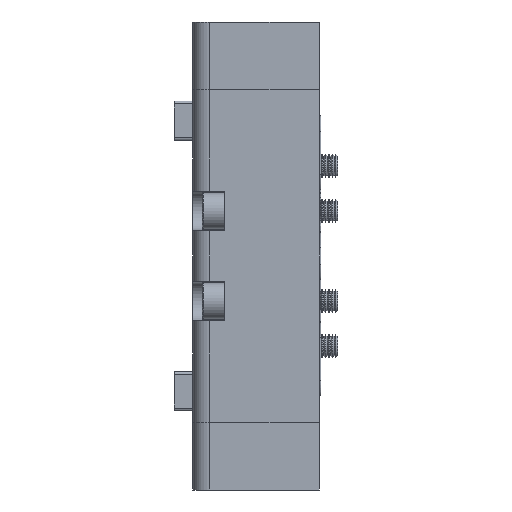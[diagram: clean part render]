
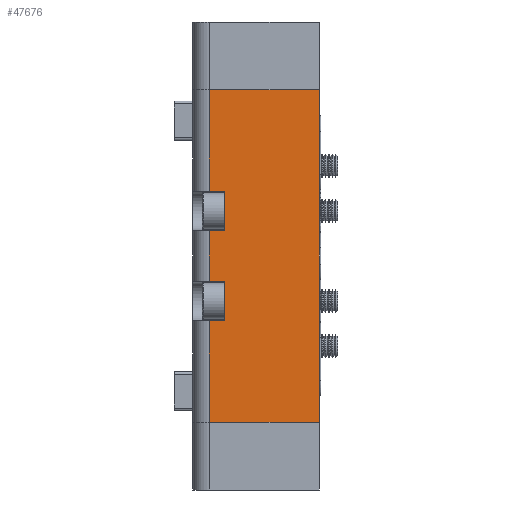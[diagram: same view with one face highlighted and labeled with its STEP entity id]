
A CAD part, left-side view. The second image highlights one B-rep face of the part: STEP entity #47676.
In plain terms, the highlighted planar face has unit normal (-1, 0, 0).
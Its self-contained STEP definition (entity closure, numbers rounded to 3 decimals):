
#243 = LINE ( 'NONE', #49429, #19699 ) ;
#607 = EDGE_CURVE ( 'NONE', #9764, #8415, #19485, .T. ) ;
#795 = VECTOR ( 'NONE', #32084, 1000. ) ;
#1080 = LINE ( 'NONE', #43644, #50339 ) ;
#1969 = CARTESIAN_POINT ( 'NONE',  ( 0., 0., 118. ) ) ;
#2209 = ORIENTED_EDGE ( 'NONE', *, *, #9417, .T. ) ;
#2694 = ORIENTED_EDGE ( 'NONE', *, *, #607, .T. ) ;
#2750 = CARTESIAN_POINT ( 'NONE',  ( 0., 0., 36. ) ) ;
#8277 = CARTESIAN_POINT ( 'NONE',  ( 0., 39., 0. ) ) ;
#8415 = VERTEX_POINT ( 'NONE', #70832 ) ;
#9417 = EDGE_CURVE ( 'NONE', #91182, #50829, #50976, .T. ) ;
#9764 = VERTEX_POINT ( 'NONE', #12356 ) ;
#10159 = CARTESIAN_POINT ( 'NONE',  ( 0., 0., 0. ) ) ;
#10288 = DIRECTION ( 'NONE',  ( 0., 0., -1. ) ) ;
#11225 = ORIENTED_EDGE ( 'NONE', *, *, #26526, .T. ) ;
#12356 = CARTESIAN_POINT ( 'NONE',  ( 0., 39., 68. ) ) ;
#12875 = DIRECTION ( 'NONE',  ( 0., 0., -1. ) ) ;
#13200 = EDGE_CURVE ( 'NONE', #65708, #80247, #60626, .T. ) ;
#13827 = AXIS2_PLACEMENT_3D ( 'NONE', #21429, #72493, #28809 ) ;
#18851 = CARTESIAN_POINT ( 'NONE',  ( 0., 33.5, 118. ) ) ;
#18927 = CARTESIAN_POINT ( 'NONE',  ( 0., 33.5, 68. ) ) ;
#19196 = DIRECTION ( 'NONE',  ( 0., 0., 1. ) ) ;
#19485 = LINE ( 'NONE', #80700, #90225 ) ;
#19699 = VECTOR ( 'NONE', #12875, 1000. ) ;
#19700 = CARTESIAN_POINT ( 'NONE',  ( 0., 39., 82. ) ) ;
#20183 = VECTOR ( 'NONE', #24054, 1000. ) ;
#21414 = EDGE_CURVE ( 'NONE', #22708, #91182, #243, .T. ) ;
#21429 = CARTESIAN_POINT ( 'NONE',  ( 0., 0., 118. ) ) ;
#22708 = VERTEX_POINT ( 'NONE', #86297 ) ;
#23353 = VECTOR ( 'NONE', #19196, 1000. ) ;
#23711 = VECTOR ( 'NONE', #69668, 1000. ) ;
#24054 = DIRECTION ( 'NONE',  ( 0., -1., 0. ) ) ;
#24665 = CARTESIAN_POINT ( 'NONE',  ( 0., 33.5, 118. ) ) ;
#25262 = VECTOR ( 'NONE', #90303, 1000. ) ;
#25938 = CARTESIAN_POINT ( 'NONE',  ( 0., 0., 68. ) ) ;
#26526 = EDGE_CURVE ( 'NONE', #69434, #22708, #77473, .T. ) ;
#28484 = PLANE ( 'NONE',  #13827 ) ;
#28809 = DIRECTION ( 'NONE',  ( 0., 0., -1. ) ) ;
#29146 = CARTESIAN_POINT ( 'NONE',  ( 0., 33.5, 82. ) ) ;
#29312 = EDGE_CURVE ( 'NONE', #40196, #73869, #42825, .T. ) ;
#32015 = CARTESIAN_POINT ( 'NONE',  ( 0., 0., 118. ) ) ;
#32084 = DIRECTION ( 'NONE',  ( 0., 0., 1. ) ) ;
#32966 = EDGE_CURVE ( 'NONE', #8415, #57218, #1080, .T. ) ;
#33414 = ORIENTED_EDGE ( 'NONE', *, *, #21414, .T. ) ;
#37258 = EDGE_CURVE ( 'NONE', #65708, #79448, #41969, .T. ) ;
#38689 = CARTESIAN_POINT ( 'NONE',  ( 0., 39., 118. ) ) ;
#38973 = ORIENTED_EDGE ( 'NONE', *, *, #90742, .F. ) ;
#40196 = VERTEX_POINT ( 'NONE', #18927 ) ;
#40580 = EDGE_CURVE ( 'NONE', #79448, #50829, #83456, .T. ) ;
#40898 = LINE ( 'NONE', #25938, #23711 ) ;
#40988 = ORIENTED_EDGE ( 'NONE', *, *, #13200, .T. ) ;
#41225 = VECTOR ( 'NONE', #60122, 1000. ) ;
#41969 = LINE ( 'NONE', #1969, #20183 ) ;
#42825 = LINE ( 'NONE', #18851, #23353 ) ;
#43644 = CARTESIAN_POINT ( 'NONE',  ( 0., 0., 50. ) ) ;
#47676 = ADVANCED_FACE ( 'NONE', ( #50156 ), #28484, .F. ) ;
#49429 = CARTESIAN_POINT ( 'NONE',  ( 0., 39., 118. ) ) ;
#49493 = ORIENTED_EDGE ( 'NONE', *, *, #29312, .F. ) ;
#50156 = FACE_OUTER_BOUND ( 'NONE', #51037, .T. ) ;
#50339 = VECTOR ( 'NONE', #72969, 1000. ) ;
#50829 = VERTEX_POINT ( 'NONE', #10159 ) ;
#50976 = LINE ( 'NONE', #73407, #51960 ) ;
#51037 = EDGE_LOOP ( 'NONE', ( #49493, #68475, #2694, #82616, #38973, #11225, #33414, #2209, #73916, #84501, #40988, #85455 ) ) ;
#51960 = VECTOR ( 'NONE', #80732, 1000. ) ;
#53976 = DIRECTION ( 'NONE',  ( 0., 1., 0. ) ) ;
#57218 = VERTEX_POINT ( 'NONE', #65860 ) ;
#58981 = LINE ( 'NONE', #72662, #73745 ) ;
#60091 = EDGE_CURVE ( 'NONE', #80247, #73869, #58981, .T. ) ;
#60122 = DIRECTION ( 'NONE',  ( 0., 0., -1. ) ) ;
#60626 = LINE ( 'NONE', #81754, #41225 ) ;
#65708 = VERTEX_POINT ( 'NONE', #38689 ) ;
#65860 = CARTESIAN_POINT ( 'NONE',  ( 0., 33.5, 50. ) ) ;
#66651 = CARTESIAN_POINT ( 'NONE',  ( 0., 33.5, 36. ) ) ;
#68475 = ORIENTED_EDGE ( 'NONE', *, *, #92699, .T. ) ;
#69434 = VERTEX_POINT ( 'NONE', #66651 ) ;
#69668 = DIRECTION ( 'NONE',  ( 0., 1., 0. ) ) ;
#70832 = CARTESIAN_POINT ( 'NONE',  ( 0., 39., 50. ) ) ;
#72493 = DIRECTION ( 'NONE',  ( 1., 0., 0. ) ) ;
#72662 = CARTESIAN_POINT ( 'NONE',  ( 0., 0., 82. ) ) ;
#72969 = DIRECTION ( 'NONE',  ( 0., -1., 0. ) ) ;
#73407 = CARTESIAN_POINT ( 'NONE',  ( 0., 0., 0. ) ) ;
#73745 = VECTOR ( 'NONE', #79982, 1000. ) ;
#73787 = CARTESIAN_POINT ( 'NONE',  ( 0., 0., 118. ) ) ;
#73869 = VERTEX_POINT ( 'NONE', #29146 ) ;
#73916 = ORIENTED_EDGE ( 'NONE', *, *, #40580, .F. ) ;
#76209 = LINE ( 'NONE', #24665, #795 ) ;
#77473 = LINE ( 'NONE', #2750, #92261 ) ;
#79448 = VERTEX_POINT ( 'NONE', #73787 ) ;
#79982 = DIRECTION ( 'NONE',  ( 0., -1., 0. ) ) ;
#80247 = VERTEX_POINT ( 'NONE', #19700 ) ;
#80700 = CARTESIAN_POINT ( 'NONE',  ( 0., 39., 118. ) ) ;
#80732 = DIRECTION ( 'NONE',  ( 0., -1., 0. ) ) ;
#81754 = CARTESIAN_POINT ( 'NONE',  ( 0., 39., 118. ) ) ;
#82616 = ORIENTED_EDGE ( 'NONE', *, *, #32966, .T. ) ;
#83456 = LINE ( 'NONE', #32015, #25262 ) ;
#84501 = ORIENTED_EDGE ( 'NONE', *, *, #37258, .F. ) ;
#85455 = ORIENTED_EDGE ( 'NONE', *, *, #60091, .T. ) ;
#86297 = CARTESIAN_POINT ( 'NONE',  ( 0., 39., 36. ) ) ;
#90225 = VECTOR ( 'NONE', #10288, 1000. ) ;
#90303 = DIRECTION ( 'NONE',  ( 0., 0., -1. ) ) ;
#90742 = EDGE_CURVE ( 'NONE', #69434, #57218, #76209, .T. ) ;
#91182 = VERTEX_POINT ( 'NONE', #8277 ) ;
#92261 = VECTOR ( 'NONE', #53976, 1000. ) ;
#92699 = EDGE_CURVE ( 'NONE', #40196, #9764, #40898, .T. ) ;
